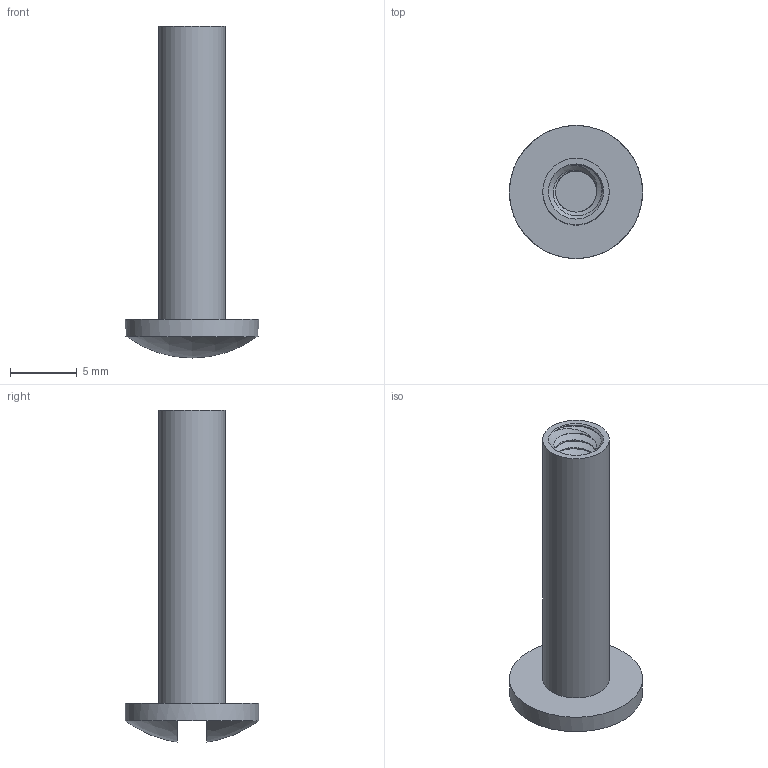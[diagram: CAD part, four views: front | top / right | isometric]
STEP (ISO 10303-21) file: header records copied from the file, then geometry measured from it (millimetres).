
FILE_DESCRIPTION(/* description */ (''),/* implementation_level */ '2;1');
FILE_NAME(/* name */ '92463A871_316 Stainless Steel Binding Barrel.step',/* time_stamp */ '2022-12-08T12:32:00+01:00',/* author */ (''),/* organization */ (''),/* preprocessor_version */ 'ST-DEVELOPER v19.2',/* originating_system */ 'Autodesk Translation Framework v11.17.0.187',/* authorisation */ '');
FILE_SCHEMA (('AUTOMOTIVE_DESIGN { 1 0 10303 214 3 1 1 }'));
Length unit declared in the file: millimetre
Products named in the file (1): 92463A871_316 Stainless Steel Binding Barrel
Bounding box: 10 x 10 x 24.92 mm (x, y, z)
Volume: 474.9 mm3; surface area: 770 mm2
Topology: 1 solids, 1 shells, 31 faces, 74 edges, 48 vertices
Faces by surface type: cylinder 18, plane 7, bspline 3, sphere 2, cone 1
Full cylindrical faces by diameter (mm): 4 x13, 4.14 x1, 5 x1, 10 x1
Entity records: 4544 total; most frequent: CARTESIAN_POINT 3860, ORIENTED_EDGE 148, DIRECTION 112, EDGE_CURVE 74, VERTEX_POINT 48, AXIS2_PLACEMENT_3D 46, B_SPLINE_CURVE_WITH_KNOTS 35, EDGE_LOOP 34
